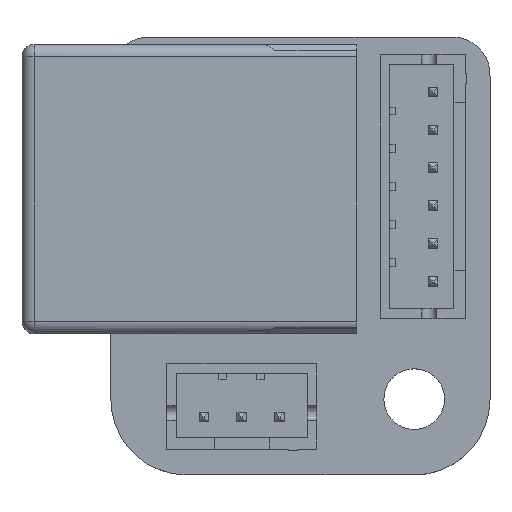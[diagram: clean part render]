
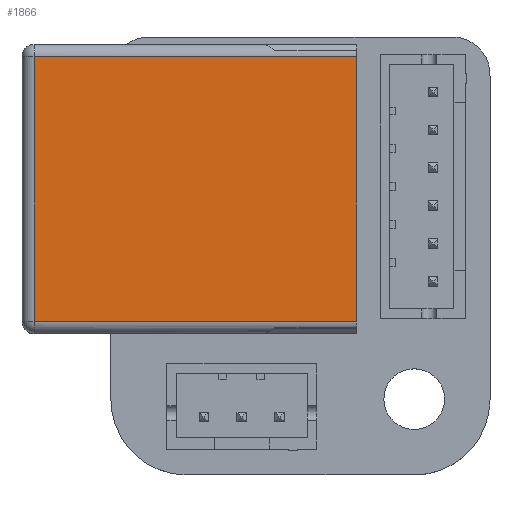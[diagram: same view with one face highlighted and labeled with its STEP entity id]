
A CAD part, top view. The second image highlights one B-rep face of the part: STEP entity #1866.
In plain terms, the highlighted face is planar.
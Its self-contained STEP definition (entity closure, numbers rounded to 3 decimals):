
#1109 = VERTEX_POINT('',#1110);
#1110 = CARTESIAN_POINT('',(-6.985,0.,-0.635));
#1117 = EDGE_CURVE('',#1118,#1109,#1120,.T.);
#1118 = VERTEX_POINT('',#1119);
#1119 = CARTESIAN_POINT('',(-6.985,0.,-17.653));
#1120 = LINE('',#1121,#1122);
#1121 = CARTESIAN_POINT('',(-6.985,0.,-17.653));
#1122 = VECTOR('',#1123,1.);
#1123 = DIRECTION('',(0.,0.,1.));
#1848 = VERTEX_POINT('',#1849);
#1849 = CARTESIAN_POINT('',(6.985,0.,-0.635));
#1856 = EDGE_CURVE('',#1109,#1848,#1857,.T.);
#1857 = LINE('',#1858,#1859);
#1858 = CARTESIAN_POINT('',(-6.985,0.,-0.635));
#1859 = VECTOR('',#1860,1.);
#1860 = DIRECTION('',(1.,0.,0.));
#1866 = ADVANCED_FACE('',(#1867),#1885,.T.);
#1867 = FACE_BOUND('',#1868,.T.);
#1868 = EDGE_LOOP('',(#1869,#1870,#1871,#1879));
#1869 = ORIENTED_EDGE('',*,*,#1117,.T.);
#1870 = ORIENTED_EDGE('',*,*,#1856,.T.);
#1871 = ORIENTED_EDGE('',*,*,#1872,.T.);
#1872 = EDGE_CURVE('',#1848,#1873,#1875,.T.);
#1873 = VERTEX_POINT('',#1874);
#1874 = CARTESIAN_POINT('',(6.985,0.,-17.653));
#1875 = LINE('',#1876,#1877);
#1876 = CARTESIAN_POINT('',(6.985,0.,-0.635));
#1877 = VECTOR('',#1878,1.);
#1878 = DIRECTION('',(0.,0.,-1.));
#1879 = ORIENTED_EDGE('',*,*,#1880,.T.);
#1880 = EDGE_CURVE('',#1873,#1118,#1881,.T.);
#1881 = LINE('',#1882,#1883);
#1882 = CARTESIAN_POINT('',(6.985,0.,-17.653));
#1883 = VECTOR('',#1884,1.);
#1884 = DIRECTION('',(-1.,0.,0.));
#1885 = PLANE('',#1886);
#1886 = AXIS2_PLACEMENT_3D('',#1887,#1888,#1889);
#1887 = CARTESIAN_POINT('',(0.,0.,-9.144));
#1888 = DIRECTION('',(0.,1.,0.));
#1889 = DIRECTION('',(1.,0.,-0.));
